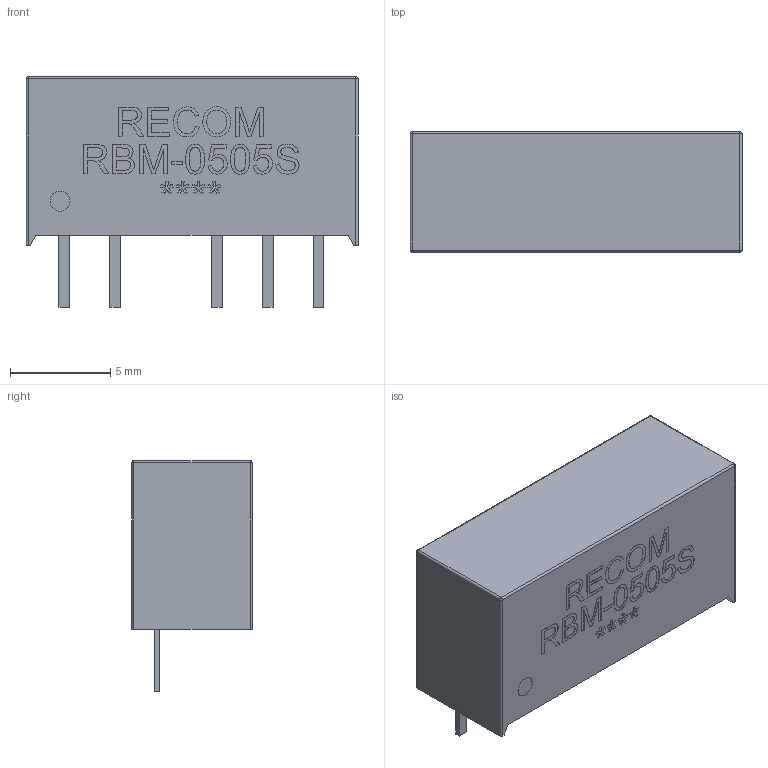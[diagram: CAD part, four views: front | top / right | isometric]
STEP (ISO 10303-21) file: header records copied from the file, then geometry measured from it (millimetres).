
FILE_DESCRIPTION( ( 'Unknown' ), '1' );
FILE_NAME( 'RBM.stp', 'Unknown', ( 'Unknown' ), ( 'Unknown' ), 'XStep 1.0', 'Unknown', ' ' );
FILE_SCHEMA( ( 'automotive_design' ) );
Length unit declared in the file: millimetre
Products named in the file (1): 1
Bounding box: 16.55 x 6 x 11.49 mm (x, y, z)
Volume: 788.5 mm3; surface area: 591.6 mm2
Topology: 1 solids, 1 shells, 233 faces, 592 edges, 388 vertices
Faces by surface type: plane 150, extrusion 70, cylinder 9, sphere 4
Full cylindrical faces by diameter (mm): 1 x1
Entity records: 10707 total; most frequent: CARTESIAN_POINT 3857, ORIENTED_EDGE 1162, DIRECTION 679, EDGE_CURVE 581, B_SPLINE_CURVE_WITH_KNOTS 388, VERTEX_POINT 388, VECTOR 315, EDGE_LOOP 271
